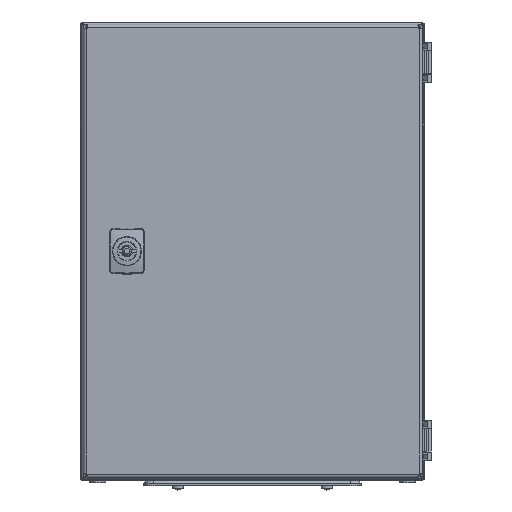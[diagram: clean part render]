
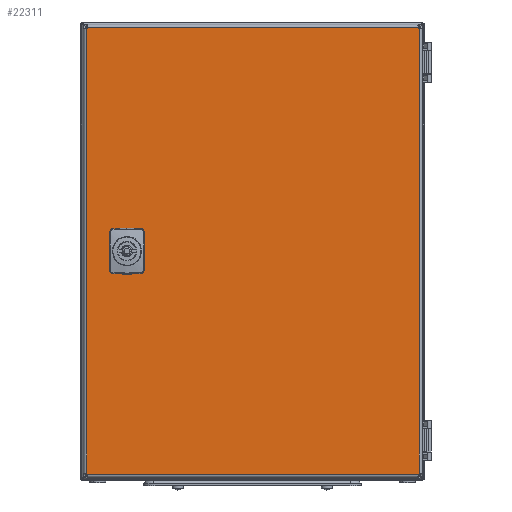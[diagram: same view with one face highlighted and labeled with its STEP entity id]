
A CAD part, top view. The second image highlights one B-rep face of the part: STEP entity #22311.
In plain terms, the highlighted face is planar.
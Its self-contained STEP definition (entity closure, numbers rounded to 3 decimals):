
#22293 = VERTEX_POINT ( 'NONE', #30032 ) ;
#22295 = ORIENTED_EDGE ( 'NONE', *, *, #22297, .F. ) ;
#22297 = EDGE_CURVE ( 'NONE', #22299, #22293, #30028, .T. ) ;
#22299 = VERTEX_POINT ( 'NONE', #30022 ) ;
#22300 = ORIENTED_EDGE ( 'NONE', *, *, #22301, .F. ) ;
#22301 = EDGE_CURVE ( 'NONE', #22302, #22299, #30016, .T. ) ;
#22302 = VERTEX_POINT ( 'NONE', #30010 ) ;
#22303 = ORIENTED_EDGE ( 'NONE', *, *, #22304, .F. ) ;
#22304 = EDGE_CURVE ( 'NONE', #22305, #22302, #30005, .T. ) ;
#22305 = VERTEX_POINT ( 'NONE', #29999 ) ;
#22306 = ORIENTED_EDGE ( 'NONE', *, *, #22307, .F. ) ;
#22307 = EDGE_CURVE ( 'NONE', #22318, #22305, #29996, .T. ) ;
#22308 = EDGE_LOOP ( 'NONE', ( #22396, #22403, #22408, #22413, #22416, #22375, #22378, #22381 ) ) ;
#22311 = ADVANCED_FACE ( 'NONE', ( #29991, #29990 ), #29984, .F. ) ;
#22312 = EDGE_LOOP ( 'NONE', ( #22313, #22320, #22325, #22419, #22295, #22300, #22303, #22306 ) ) ;
#22313 = ORIENTED_EDGE ( 'NONE', *, *, #22314, .F. ) ;
#22314 = EDGE_CURVE ( 'NONE', #22316, #22318, #29974, .T. ) ;
#22316 = VERTEX_POINT ( 'NONE', #30088 ) ;
#22318 = VERTEX_POINT ( 'NONE', #30084 ) ;
#22320 = ORIENTED_EDGE ( 'NONE', *, *, #22323, .F. ) ;
#22323 = EDGE_CURVE ( 'NONE', #22324, #22316, #30080, .T. ) ;
#22324 = VERTEX_POINT ( 'NONE', #30074 ) ;
#22325 = ORIENTED_EDGE ( 'NONE', *, *, #22327, .F. ) ;
#22327 = EDGE_CURVE ( 'NONE', #22329, #22324, #30068, .T. ) ;
#22329 = VERTEX_POINT ( 'NONE', #30063 ) ;
#22375 = ORIENTED_EDGE ( 'NONE', *, *, #22376, .T. ) ;
#22376 = EDGE_CURVE ( 'NONE', #22418, #22377, #30173, .T. ) ;
#22377 = VERTEX_POINT ( 'NONE', #30168 ) ;
#22378 = ORIENTED_EDGE ( 'NONE', *, *, #22379, .T. ) ;
#22379 = EDGE_CURVE ( 'NONE', #22377, #22380, #30165, .T. ) ;
#22380 = VERTEX_POINT ( 'NONE', #30160 ) ;
#22381 = ORIENTED_EDGE ( 'NONE', *, *, #22382, .T. ) ;
#22382 = EDGE_CURVE ( 'NONE', #22380, #22401, #30158, .T. ) ;
#22396 = ORIENTED_EDGE ( 'NONE', *, *, #22398, .F. ) ;
#22398 = EDGE_CURVE ( 'NONE', #22400, #22401, #30233, .T. ) ;
#22400 = VERTEX_POINT ( 'NONE', #30229 ) ;
#22401 = VERTEX_POINT ( 'NONE', #30228 ) ;
#22403 = ORIENTED_EDGE ( 'NONE', *, *, #22405, .T. ) ;
#22405 = EDGE_CURVE ( 'NONE', #22400, #22407, #30225, .T. ) ;
#22407 = VERTEX_POINT ( 'NONE', #30221 ) ;
#22408 = ORIENTED_EDGE ( 'NONE', *, *, #22410, .T. ) ;
#22410 = EDGE_CURVE ( 'NONE', #22407, #22412, #30217, .T. ) ;
#22412 = VERTEX_POINT ( 'NONE', #30219 ) ;
#22413 = ORIENTED_EDGE ( 'NONE', *, *, #22414, .T. ) ;
#22414 = EDGE_CURVE ( 'NONE', #22412, #22415, #30211, .T. ) ;
#22415 = VERTEX_POINT ( 'NONE', #30205 ) ;
#22416 = ORIENTED_EDGE ( 'NONE', *, *, #22417, .F. ) ;
#22417 = EDGE_CURVE ( 'NONE', #22418, #22415, #30199, .T. ) ;
#22418 = VERTEX_POINT ( 'NONE', #30304 ) ;
#22419 = ORIENTED_EDGE ( 'NONE', *, *, #22421, .F. ) ;
#22421 = EDGE_CURVE ( 'NONE', #22293, #22329, #30298, .T. ) ;
#29973 = CARTESIAN_POINT ( 'NONE',  ( 100., 5.154, 0. ) ) ;
#29974 = LINE ( 'NONE', #29973, #30091 ) ;
#29978 = DIRECTION ( 'NONE',  ( 1., 0., 0. ) ) ;
#29980 = DIRECTION ( 'NONE',  ( 0., 0., 1. ) ) ;
#29981 = CARTESIAN_POINT ( 'NONE',  ( -160., -210., 0. ) ) ;
#29983 = AXIS2_PLACEMENT_3D ( 'NONE', #29981, #29980, #29978 ) ;
#29984 = PLANE ( 'NONE',  #29983 ) ;
#29990 = FACE_OUTER_BOUND ( 'NONE', #22308, .T. ) ;
#29991 = FACE_BOUND ( 'NONE', #22312, .T. ) ;
#29992 = DIRECTION ( 'NONE',  ( 1., 0., 0. ) ) ;
#29993 = DIRECTION ( 'NONE',  ( 0., 0., -1. ) ) ;
#29994 = CARTESIAN_POINT ( 'NONE',  ( 110., 0., 0. ) ) ;
#29995 = AXIS2_PLACEMENT_3D ( 'NONE', #29994, #29993, #29992 ) ;
#29996 = CIRCLE ( 'NONE', #29995, 11.25 ) ;
#29999 = CARTESIAN_POINT ( 'NONE',  ( 104.846, 10., 0. ) ) ;
#30002 = DIRECTION ( 'NONE',  ( 1., 0., 0. ) ) ;
#30003 = VECTOR ( 'NONE', #30002, 1000. ) ;
#30004 = CARTESIAN_POINT ( 'NONE',  ( 104.846, 10., 0. ) ) ;
#30005 = LINE ( 'NONE', #30004, #30003 ) ;
#30010 = CARTESIAN_POINT ( 'NONE',  ( 115.154, 10., 0. ) ) ;
#30012 = DIRECTION ( 'NONE',  ( 1., 0., 0. ) ) ;
#30013 = DIRECTION ( 'NONE',  ( 0., 0., -1. ) ) ;
#30014 = CARTESIAN_POINT ( 'NONE',  ( 110., 0., 0. ) ) ;
#30015 = AXIS2_PLACEMENT_3D ( 'NONE', #30014, #30013, #30012 ) ;
#30016 = CIRCLE ( 'NONE', #30015, 11.25 ) ;
#30022 = CARTESIAN_POINT ( 'NONE',  ( 120., 5.154, 0. ) ) ;
#30023 = DIRECTION ( 'NONE',  ( 0., -1., 0. ) ) ;
#30024 = VECTOR ( 'NONE', #30023, 1000. ) ;
#30026 = CARTESIAN_POINT ( 'NONE',  ( 120., 5.154, 0. ) ) ;
#30028 = LINE ( 'NONE', #30026, #30024 ) ;
#30032 = CARTESIAN_POINT ( 'NONE',  ( 120., -5.154, 0. ) ) ;
#30063 = CARTESIAN_POINT ( 'NONE',  ( 115.154, -10., 0. ) ) ;
#30064 = DIRECTION ( 'NONE',  ( -1., 0., 0. ) ) ;
#30065 = VECTOR ( 'NONE', #30064, 1000. ) ;
#30067 = CARTESIAN_POINT ( 'NONE',  ( 104.846, -10., 0. ) ) ;
#30068 = LINE ( 'NONE', #30067, #30065 ) ;
#30074 = CARTESIAN_POINT ( 'NONE',  ( 104.846, -10., 0. ) ) ;
#30075 = DIRECTION ( 'NONE',  ( 1., 0., 0. ) ) ;
#30076 = DIRECTION ( 'NONE',  ( 0., 0., -1. ) ) ;
#30077 = CARTESIAN_POINT ( 'NONE',  ( 110., 0., 0. ) ) ;
#30078 = AXIS2_PLACEMENT_3D ( 'NONE', #30077, #30076, #30075 ) ;
#30080 = CIRCLE ( 'NONE', #30078, 11.25 ) ;
#30084 = CARTESIAN_POINT ( 'NONE',  ( 100., 5.154, 0. ) ) ;
#30088 = CARTESIAN_POINT ( 'NONE',  ( 100., -5.154, 0. ) ) ;
#30090 = DIRECTION ( 'NONE',  ( 0., 1., 0. ) ) ;
#30091 = VECTOR ( 'NONE', #30090, 1000. ) ;
#30140 = CARTESIAN_POINT ( 'NONE',  ( -146.5, -196.5, 0. ) ) ;
#30155 = DIRECTION ( 'NONE',  ( -1., 0., 0. ) ) ;
#30156 = VECTOR ( 'NONE', #30155, 1000. ) ;
#30157 = CARTESIAN_POINT ( 'NONE',  ( -160., -195., 0. ) ) ;
#30158 = LINE ( 'NONE', #30157, #30156 ) ;
#30160 = CARTESIAN_POINT ( 'NONE',  ( 144.5, -195., 0. ) ) ;
#30161 = DIRECTION ( 'NONE',  ( -1., 0., 0. ) ) ;
#30162 = DIRECTION ( 'NONE',  ( 0., 0., 1. ) ) ;
#30163 = CARTESIAN_POINT ( 'NONE',  ( 146.5, -196.5, 0. ) ) ;
#30164 = AXIS2_PLACEMENT_3D ( 'NONE', #30163, #30162, #30161 ) ;
#30165 = CIRCLE ( 'NONE', #30164, 2.5 ) ;
#30168 = CARTESIAN_POINT ( 'NONE',  ( 145., -194.5, 0. ) ) ;
#30169 = DIRECTION ( 'NONE',  ( 0., -1., 0. ) ) ;
#30170 = VECTOR ( 'NONE', #30169, 1000. ) ;
#30171 = CARTESIAN_POINT ( 'NONE',  ( 145., -210., 0. ) ) ;
#30173 = LINE ( 'NONE', #30171, #30170 ) ;
#30193 = DIRECTION ( 'NONE',  ( -1., 0., 0. ) ) ;
#30195 = DIRECTION ( 'NONE',  ( 0., 0., -1. ) ) ;
#30196 = CARTESIAN_POINT ( 'NONE',  ( 146.5, 196.5, 0. ) ) ;
#30197 = AXIS2_PLACEMENT_3D ( 'NONE', #30196, #30195, #30193 ) ;
#30199 = CIRCLE ( 'NONE', #30197, 2.5 ) ;
#30205 = CARTESIAN_POINT ( 'NONE',  ( 144.5, 195., 0. ) ) ;
#30208 = DIRECTION ( 'NONE',  ( 1., 0., 0. ) ) ;
#30209 = VECTOR ( 'NONE', #30208, 1000. ) ;
#30210 = CARTESIAN_POINT ( 'NONE',  ( -160., 195., 0. ) ) ;
#30211 = LINE ( 'NONE', #30210, #30209 ) ;
#30212 = DIRECTION ( 'NONE',  ( 1., 0., 0. ) ) ;
#30213 = DIRECTION ( 'NONE',  ( 0., 0., 1. ) ) ;
#30214 = CARTESIAN_POINT ( 'NONE',  ( -146.5, 196.5, 0. ) ) ;
#30215 = AXIS2_PLACEMENT_3D ( 'NONE', #30214, #30213, #30212 ) ;
#30217 = CIRCLE ( 'NONE', #30215, 2.5 ) ;
#30219 = CARTESIAN_POINT ( 'NONE',  ( -144.5, 195., 0. ) ) ;
#30221 = CARTESIAN_POINT ( 'NONE',  ( -145., 194.5, 0. ) ) ;
#30222 = DIRECTION ( 'NONE',  ( 0., 1., 0. ) ) ;
#30223 = VECTOR ( 'NONE', #30222, 1000. ) ;
#30224 = CARTESIAN_POINT ( 'NONE',  ( -145., -210., 0. ) ) ;
#30225 = LINE ( 'NONE', #30224, #30223 ) ;
#30228 = CARTESIAN_POINT ( 'NONE',  ( -144.5, -195., 0. ) ) ;
#30229 = CARTESIAN_POINT ( 'NONE',  ( -145., -194.5, 0. ) ) ;
#30230 = DIRECTION ( 'NONE',  ( 1., 0., 0. ) ) ;
#30231 = DIRECTION ( 'NONE',  ( 0., 0., -1. ) ) ;
#30232 = AXIS2_PLACEMENT_3D ( 'NONE', #30140, #30231, #30230 ) ;
#30233 = CIRCLE ( 'NONE', #30232, 2.5 ) ;
#30293 = DIRECTION ( 'NONE',  ( 1., 0., 0. ) ) ;
#30294 = DIRECTION ( 'NONE',  ( 0., 0., -1. ) ) ;
#30295 = CARTESIAN_POINT ( 'NONE',  ( 110., 0., 0. ) ) ;
#30296 = AXIS2_PLACEMENT_3D ( 'NONE', #30295, #30294, #30293 ) ;
#30298 = CIRCLE ( 'NONE', #30296, 11.25 ) ;
#30304 = CARTESIAN_POINT ( 'NONE',  ( 145., 194.5, 0. ) ) ;
